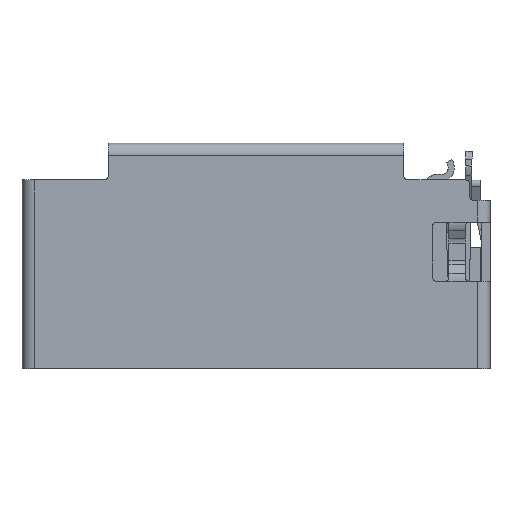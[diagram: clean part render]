
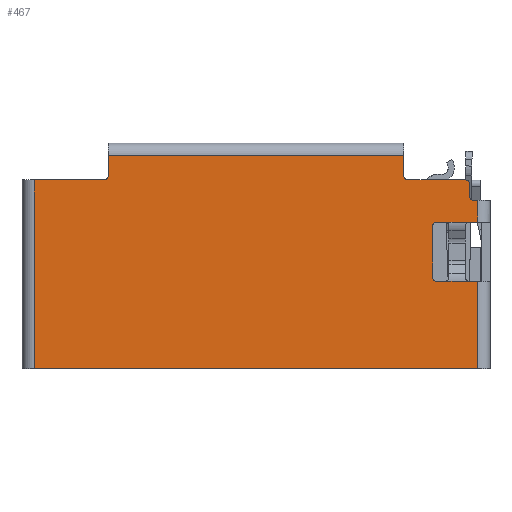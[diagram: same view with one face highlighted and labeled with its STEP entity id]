
A CAD part, top view. The second image highlights one B-rep face of the part: STEP entity #467.
In plain terms, the highlighted planar face has unit normal (0, 0, 1).
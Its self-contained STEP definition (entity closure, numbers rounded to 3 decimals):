
#467=ADVANCED_FACE('',(#2178),#1397,.T.);
#1397=PLANE('',#19815);
#2178=FACE_OUTER_BOUND('',#3135,.T.);
#3135=EDGE_LOOP('',(#4949,#4950,#4951,#4952,#4953,#4954,#4955,#4956,#4957,
#4958,#4959,#4960,#4961,#4962,#4963,#4964,#4965,#4966,#4967,#4968,#4969,
#4970,#4971,#4972));
#4063=CIRCLE('',#19687,0.1);
#4102=CIRCLE('',#19764,0.1);
#4122=CIRCLE('',#19811,0.1);
#4123=CIRCLE('',#19812,0.1);
#4124=CIRCLE('',#19813,0.1);
#4125=CIRCLE('',#19814,0.1);
#4949=ORIENTED_EDGE('',*,*,#12172,.F.);
#4950=ORIENTED_EDGE('',*,*,#12318,.F.);
#4951=ORIENTED_EDGE('',*,*,#12327,.T.);
#4952=ORIENTED_EDGE('',*,*,#12321,.F.);
#4953=ORIENTED_EDGE('',*,*,#12328,.T.);
#4954=ORIENTED_EDGE('',*,*,#12329,.T.);
#4955=ORIENTED_EDGE('',*,*,#12330,.F.);
#4956=ORIENTED_EDGE('',*,*,#12305,.F.);
#4957=ORIENTED_EDGE('',*,*,#12280,.T.);
#4958=ORIENTED_EDGE('',*,*,#12087,.F.);
#4959=ORIENTED_EDGE('',*,*,#12331,.F.);
#4960=ORIENTED_EDGE('',*,*,#12332,.F.);
#4961=ORIENTED_EDGE('',*,*,#12333,.F.);
#4962=ORIENTED_EDGE('',*,*,#12334,.T.);
#4963=ORIENTED_EDGE('',*,*,#12256,.F.);
#4964=ORIENTED_EDGE('',*,*,#12049,.T.);
#4965=ORIENTED_EDGE('',*,*,#12127,.F.);
#4966=ORIENTED_EDGE('',*,*,#12070,.F.);
#4967=ORIENTED_EDGE('',*,*,#12243,.T.);
#4968=ORIENTED_EDGE('',*,*,#12233,.F.);
#4969=ORIENTED_EDGE('',*,*,#12335,.T.);
#4970=ORIENTED_EDGE('',*,*,#12036,.F.);
#4971=ORIENTED_EDGE('',*,*,#12207,.T.);
#4972=ORIENTED_EDGE('',*,*,#12134,.T.);
#10164=VERTEX_POINT('',#26233);
#10165=VERTEX_POINT('',#26235);
#10177=VERTEX_POINT('',#26262);
#10178=VERTEX_POINT('',#26264);
#10196=VERTEX_POINT('',#26308);
#10197=VERTEX_POINT('',#26309);
#10212=VERTEX_POINT('',#26343);
#10213=VERTEX_POINT('',#26345);
#10246=VERTEX_POINT('',#26475);
#10247=VERTEX_POINT('',#26477);
#10274=VERTEX_POINT('',#26549);
#10312=VERTEX_POINT('',#26667);
#10313=VERTEX_POINT('',#26669);
#10324=VERTEX_POINT('',#26711);
#10340=VERTEX_POINT('',#26789);
#10351=VERTEX_POINT('',#26933);
#10356=VERTEX_POINT('',#26954);
#10357=VERTEX_POINT('',#26959);
#10358=VERTEX_POINT('',#26961);
#10361=VERTEX_POINT('',#26974);
#10362=VERTEX_POINT('',#26976);
#10363=VERTEX_POINT('',#26979);
#10364=VERTEX_POINT('',#26981);
#10365=VERTEX_POINT('',#26983);
#12036=EDGE_CURVE('',#10164,#10165,#14873,.T.);
#12049=EDGE_CURVE('',#10178,#10177,#14886,.T.);
#12070=EDGE_CURVE('',#10196,#10197,#14903,.T.);
#12087=EDGE_CURVE('',#10212,#10213,#14915,.T.);
#12127=EDGE_CURVE('',#10197,#10177,#4063,.T.);
#12134=EDGE_CURVE('',#10247,#10246,#14945,.T.);
#12172=EDGE_CURVE('',#10274,#10246,#14971,.T.);
#12207=EDGE_CURVE('',#10164,#10247,#14999,.T.);
#12233=EDGE_CURVE('',#10312,#10313,#15018,.T.);
#12243=EDGE_CURVE('',#10196,#10313,#15023,.T.);
#12256=EDGE_CURVE('',#10178,#10324,#4102,.T.);
#12280=EDGE_CURVE('',#10340,#10213,#15049,.T.);
#12305=EDGE_CURVE('',#10340,#10351,#15062,.T.);
#12318=EDGE_CURVE('',#10356,#10274,#15072,.T.);
#12321=EDGE_CURVE('',#10357,#10358,#15075,.T.);
#12327=EDGE_CURVE('',#10356,#10358,#15079,.T.);
#12328=EDGE_CURVE('',#10357,#10361,#4122,.T.);
#12329=EDGE_CURVE('',#10361,#10362,#15080,.T.);
#12330=EDGE_CURVE('',#10351,#10362,#4123,.T.);
#12331=EDGE_CURVE('',#10363,#10212,#15081,.T.);
#12332=EDGE_CURVE('',#10364,#10363,#15082,.T.);
#12333=EDGE_CURVE('',#10365,#10364,#4124,.T.);
#12334=EDGE_CURVE('',#10365,#10324,#15083,.T.);
#12335=EDGE_CURVE('',#10312,#10165,#4125,.T.);
#14873=LINE('',#26234,#17263);
#14886=LINE('',#26263,#17276);
#14903=LINE('',#26307,#17293);
#14915=LINE('',#26344,#17305);
#14945=LINE('',#26476,#17335);
#14971=LINE('',#26548,#17361);
#14999=LINE('',#26618,#17389);
#15018=LINE('',#26668,#17408);
#15023=LINE('',#26687,#17413);
#15049=LINE('',#26788,#17439);
#15062=LINE('',#26932,#17452);
#15072=LINE('',#26955,#17462);
#15075=LINE('',#26960,#17465);
#15079=LINE('',#26972,#17469);
#15080=LINE('',#26975,#17470);
#15081=LINE('',#26978,#17471);
#15082=LINE('',#26980,#17472);
#15083=LINE('',#26984,#17473);
#17263=VECTOR('',#21061,1.);
#17276=VECTOR('',#21080,1.);
#17293=VECTOR('',#21115,1.);
#17305=VECTOR('',#21143,1.);
#17335=VECTOR('',#21229,1.);
#17361=VECTOR('',#21293,1.);
#17389=VECTOR('',#21359,1.);
#17408=VECTOR('',#21408,1.);
#17413=VECTOR('',#21429,1.);
#17439=VECTOR('',#21501,1.);
#17452=VECTOR('',#21556,1.);
#17462=VECTOR('',#21580,1.);
#17465=VECTOR('',#21585,1.);
#17469=VECTOR('',#21599,1.);
#17470=VECTOR('',#21602,1.);
#17471=VECTOR('',#21605,1.);
#17472=VECTOR('',#21606,1.);
#17473=VECTOR('',#21609,1.);
#19687=AXIS2_PLACEMENT_3D('',#26462,#21214,#21215);
#19764=AXIS2_PLACEMENT_3D('',#26712,#21458,#21459);
#19811=AXIS2_PLACEMENT_3D('',#26973,#21600,#21601);
#19812=AXIS2_PLACEMENT_3D('',#26977,#21603,#21604);
#19813=AXIS2_PLACEMENT_3D('',#26982,#21607,#21608);
#19814=AXIS2_PLACEMENT_3D('',#26985,#21610,#21611);
#19815=AXIS2_PLACEMENT_3D('',#26986,#21612,#21613);
#21061=DIRECTION('',(1.,0.,0.));
#21080=DIRECTION('',(-1.,0.,0.));
#21115=DIRECTION('',(0.,-1.,0.));
#21143=DIRECTION('',(-1.,0.,0.));
#21214=DIRECTION('',(0.,0.,1.));
#21215=DIRECTION('',(1.,0.,0.));
#21229=DIRECTION('',(1.,0.,0.));
#21293=DIRECTION('',(0.,-1.,0.));
#21359=DIRECTION('',(0.,-1.,0.));
#21408=DIRECTION('',(0.,1.,0.));
#21429=DIRECTION('',(-1.,0.,0.));
#21458=DIRECTION('',(0.,0.,-1.));
#21459=DIRECTION('',(-1.,0.,0.));
#21501=DIRECTION('',(1.,0.,0.));
#21556=DIRECTION('',(-1.,0.,0.));
#21580=DIRECTION('',(1.,0.,0.));
#21585=DIRECTION('',(1.,0.,0.));
#21599=DIRECTION('',(-1.,0.,0.));
#21600=DIRECTION('',(0.,0.,-1.));
#21601=DIRECTION('',(-1.,0.,0.));
#21602=DIRECTION('',(0.,1.,0.));
#21603=DIRECTION('',(0.,0.,1.));
#21604=DIRECTION('',(1.,0.,0.));
#21605=DIRECTION('',(0.,-1.,0.));
#21606=DIRECTION('',(1.,0.,0.));
#21607=DIRECTION('',(0.,0.,1.));
#21608=DIRECTION('',(1.,0.,0.));
#21609=DIRECTION('',(0.,1.,0.));
#21610=DIRECTION('',(0.,0.,-1.));
#21611=DIRECTION('',(-1.,0.,0.));
#21612=DIRECTION('',(0.,0.,1.));
#21613=DIRECTION('',(0.,-1.,0.));
#26233=CARTESIAN_POINT('',(-5.275,2.3,2.65));
#26234=CARTESIAN_POINT('',(-5.552,2.3,2.65));
#26235=CARTESIAN_POINT('',(-3.575,2.3,2.65));
#26262=CARTESIAN_POINT('',(3.825,2.3,2.65));
#26263=CARTESIAN_POINT('',(-5.552,2.3,2.65));
#26264=CARTESIAN_POINT('',(5.225,2.3,2.65));
#26307=CARTESIAN_POINT('',(3.725,-2.3,2.65));
#26308=CARTESIAN_POINT('',(3.725,2.9,2.65));
#26309=CARTESIAN_POINT('',(3.725,2.4,2.65));
#26343=CARTESIAN_POINT('',(5.525,1.271,2.65));
#26344=CARTESIAN_POINT('',(-5.552,1.271,2.65));
#26345=CARTESIAN_POINT('',(5.325,1.271,2.65));
#26462=CARTESIAN_POINT('',(3.825,2.4,2.65));
#26475=CARTESIAN_POINT('',(5.525,-2.3,2.65));
#26476=CARTESIAN_POINT('',(-5.552,-2.3,2.65));
#26477=CARTESIAN_POINT('',(-5.275,-2.3,2.65));
#26548=CARTESIAN_POINT('',(5.525,-2.3,2.65));
#26549=CARTESIAN_POINT('',(5.525,-0.171,2.65));
#26618=CARTESIAN_POINT('',(-5.275,-2.3,2.65));
#26667=CARTESIAN_POINT('',(-3.475,2.4,2.65));
#26668=CARTESIAN_POINT('',(-3.475,-2.3,2.65));
#26669=CARTESIAN_POINT('',(-3.475,2.9,2.65));
#26687=CARTESIAN_POINT('',(-5.552,2.9,2.65));
#26711=CARTESIAN_POINT('',(5.325,2.2,2.65));
#26712=CARTESIAN_POINT('',(5.225,2.2,2.65));
#26788=CARTESIAN_POINT('',(-5.552,1.271,2.65));
#26789=CARTESIAN_POINT('',(4.725,1.271,2.65));
#26932=CARTESIAN_POINT('',(-5.552,1.271,2.65));
#26933=CARTESIAN_POINT('',(4.525,1.271,2.65));
#26954=CARTESIAN_POINT('',(5.325,-0.171,2.65));
#26955=CARTESIAN_POINT('',(-5.552,-0.171,2.65));
#26959=CARTESIAN_POINT('',(4.525,-0.171,2.65));
#26960=CARTESIAN_POINT('',(-5.552,-0.171,2.65));
#26961=CARTESIAN_POINT('',(4.725,-0.171,2.65));
#26972=CARTESIAN_POINT('',(-5.552,-0.171,2.65));
#26973=CARTESIAN_POINT('',(4.525,-0.071,2.65));
#26974=CARTESIAN_POINT('',(4.425,-0.071,2.65));
#26975=CARTESIAN_POINT('',(4.425,-2.3,2.65));
#26976=CARTESIAN_POINT('',(4.425,1.171,2.65));
#26977=CARTESIAN_POINT('',(4.525,1.171,2.65));
#26978=CARTESIAN_POINT('',(5.525,-2.3,2.65));
#26979=CARTESIAN_POINT('',(5.525,1.8,2.65));
#26980=CARTESIAN_POINT('',(-5.552,1.8,2.65));
#26981=CARTESIAN_POINT('',(5.425,1.8,2.65));
#26982=CARTESIAN_POINT('',(5.425,1.9,2.65));
#26983=CARTESIAN_POINT('',(5.325,1.9,2.65));
#26984=CARTESIAN_POINT('',(5.325,-2.3,2.65));
#26985=CARTESIAN_POINT('',(-3.575,2.4,2.65));
#26986=CARTESIAN_POINT('',(5.025,-1.417,2.65));
